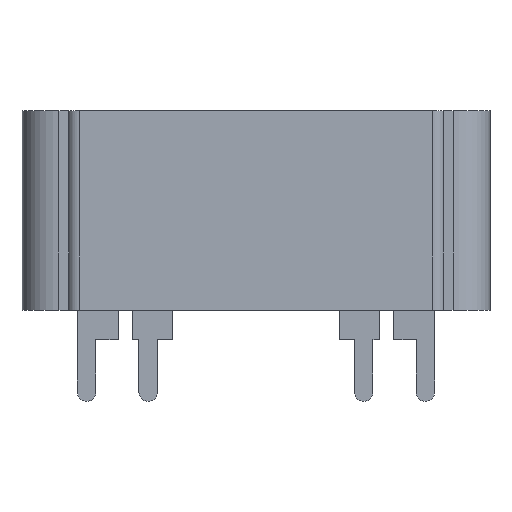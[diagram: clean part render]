
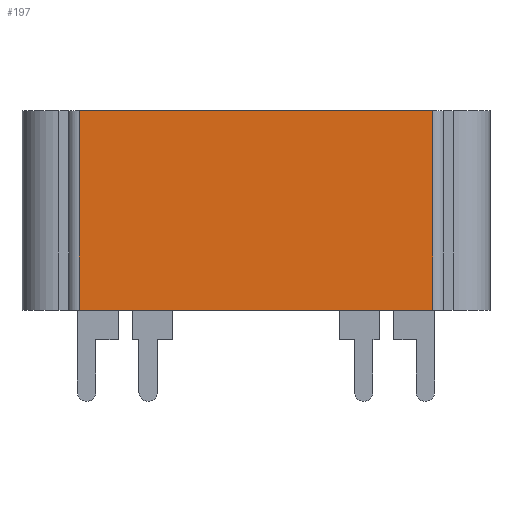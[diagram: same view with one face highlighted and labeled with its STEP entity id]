
A CAD part, top view. The second image highlights one B-rep face of the part: STEP entity #197.
In plain terms, the highlighted face is planar.
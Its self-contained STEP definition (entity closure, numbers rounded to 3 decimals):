
#166 = VECTOR ( 'NONE', #2196, 1000. ) ;
#197 = ADVANCED_FACE ( 'NONE', ( #471 ), #271, .F. ) ;
#271 = PLANE ( 'NONE',  #763 ) ;
#422 = ORIENTED_EDGE ( 'NONE', *, *, #2259, .T. ) ;
#471 = FACE_OUTER_BOUND ( 'NONE', #2185, .T. ) ;
#644 = CARTESIAN_POINT ( 'NONE',  ( 14.334, 4.25, 8.1 ) ) ;
#763 = AXIS2_PLACEMENT_3D ( 'NONE', #4987, #3009, #4536 ) ;
#810 = CARTESIAN_POINT ( 'NONE',  ( -14.334, 4.25, 8.1 ) ) ;
#911 = CARTESIAN_POINT ( 'NONE',  ( -14.334, 4.25, -8.1 ) ) ;
#1252 = ORIENTED_EDGE ( 'NONE', *, *, #3487, .T. ) ;
#1595 = VERTEX_POINT ( 'NONE', #4517 ) ;
#1841 = CARTESIAN_POINT ( 'NONE',  ( -14.334, 4.25, 8.1 ) ) ;
#1951 = CARTESIAN_POINT ( 'NONE',  ( -15.2, 4.25, 8.1 ) ) ;
#2185 = EDGE_LOOP ( 'NONE', ( #3952, #1252, #3731, #422 ) ) ;
#2196 = DIRECTION ( 'NONE',  ( 0., 0., -1. ) ) ;
#2259 = EDGE_CURVE ( 'NONE', #4644, #2452, #3472, .T. ) ;
#2452 = VERTEX_POINT ( 'NONE', #1841 ) ;
#2470 = DIRECTION ( 'NONE',  ( -1., 0., 0. ) ) ;
#2643 = VERTEX_POINT ( 'NONE', #5012 ) ;
#2751 = VECTOR ( 'NONE', #2470, 1000. ) ;
#2909 = CARTESIAN_POINT ( 'NONE',  ( -15.2, 4.25, -8.1 ) ) ;
#2925 = VECTOR ( 'NONE', #4541, 1000. ) ;
#3009 = DIRECTION ( 'NONE',  ( 0., -1., 0. ) ) ;
#3472 = LINE ( 'NONE', #810, #3642 ) ;
#3487 = EDGE_CURVE ( 'NONE', #2643, #1595, #4230, .T. ) ;
#3500 = LINE ( 'NONE', #1951, #2751 ) ;
#3642 = VECTOR ( 'NONE', #4367, 1000. ) ;
#3718 = EDGE_CURVE ( 'NONE', #2643, #2452, #3500, .T. ) ;
#3731 = ORIENTED_EDGE ( 'NONE', *, *, #5113, .T. ) ;
#3952 = ORIENTED_EDGE ( 'NONE', *, *, #3718, .F. ) ;
#4230 = LINE ( 'NONE', #644, #166 ) ;
#4341 = LINE ( 'NONE', #2909, #2925 ) ;
#4367 = DIRECTION ( 'NONE',  ( 0., 0., 1. ) ) ;
#4517 = CARTESIAN_POINT ( 'NONE',  ( 14.334, 4.25, -8.1 ) ) ;
#4536 = DIRECTION ( 'NONE',  ( 0., 0., -1. ) ) ;
#4541 = DIRECTION ( 'NONE',  ( -1., 0., 0. ) ) ;
#4644 = VERTEX_POINT ( 'NONE', #911 ) ;
#4987 = CARTESIAN_POINT ( 'NONE',  ( -15.2, 4.25, 8.1 ) ) ;
#5012 = CARTESIAN_POINT ( 'NONE',  ( 14.334, 4.25, 8.1 ) ) ;
#5113 = EDGE_CURVE ( 'NONE', #1595, #4644, #4341, .T. ) ;
